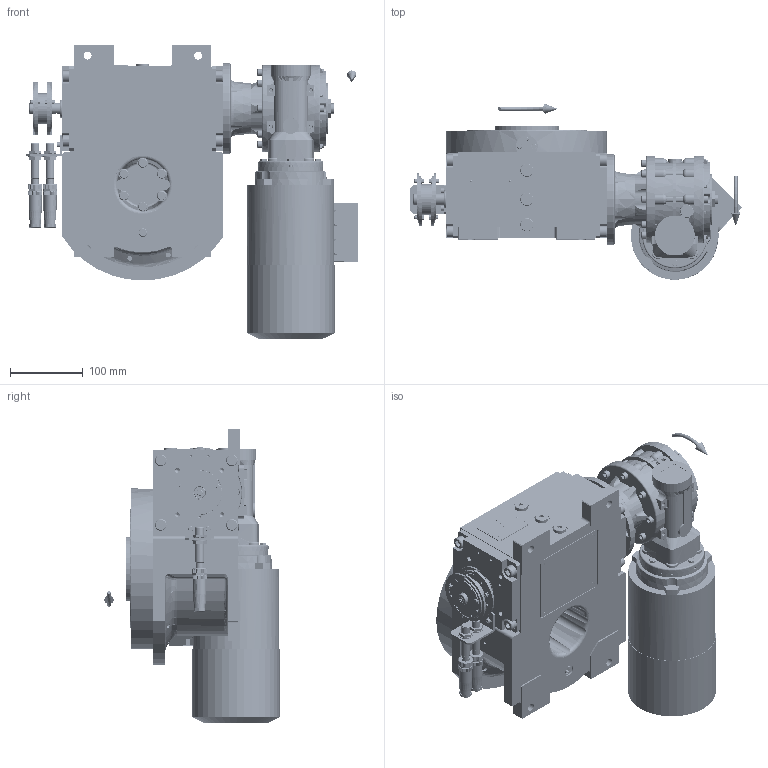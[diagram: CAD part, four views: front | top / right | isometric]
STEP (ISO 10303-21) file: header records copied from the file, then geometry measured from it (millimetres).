
FILE_DESCRIPTION (( 'STEP AP203' ), '1' );
FILE_NAME ('PC5201747.step', '2025-12-18T09:47:51', ( '' ), ( '' ), 'SwSTEP 2.0', 'SolidWorks 2020', '' );
FILE_SCHEMA (( 'CONFIG_CONTROL_DESIGN' ));
Length unit declared in the file: millimetre
Products named in the file (90): cfn2000_01_184; olio_agip_blasia_150; AS_rig06_016; cfn2476_01_002_60x46; cfn2151_01_109; cfn2000_01_103; 900_38_30_003; cfn2107_01_001; cfn2115_02_194; cfn2000_01_124; rig06_002_bl_001; rig06_016; cfn2400_04_024; cfn2077_01_018; cfn2115_01_005; cfn2003_01_054; AS_rig06_071_6_m; cfn2000_01_126; cfn2128_04_004; CFN2104_02_017^RIG06_005_ASM_rig06_071_06_m_asm(2)_rig06_071_06_m_asm.stp; freccia_angolare_albero; cfn2401_02_005; RMI50_F1_LCB_SX_63B14; CFN2000_01_185^RIG06_005_ASM_rig06_071_06_m_asm(2)_rig06_071_06_m_asm.stp; rig06_005_n_01; rig06_001_a; cfn2073_01_012; cfn2115_02_165; AS_rig06_015; rig06_007_master; AS_900_00_00_005; freccia_angolare; RIG06_005_ASM^rig06_071_06_m_asm(2)_rig06_071_06_m_asm.stp; CFN2203_02_001^rig06_071_06_m_asm(2)_rig06_071_06_m_asm.stp; cfn2155_01_056; cfn2276_01_074; CFN2010_01_012^rig06_071_06_m_asm(2)_rig06_071_06_m_asm.stp; AS_cfn2400_04_024; AS_rig06_004; cfn2000_01_161 ...
Assembly tree (87 placements, depth 5):
  olio_agip_blasia_150
  cfn2151_01_109
  cfn2077_01_018
  cfn2115_02_165
  rig06_007_master
Bounding box: 457.63 x 241.99 x 405.99 mm (x, y, z)
Volume: 6139994.4 mm3; surface area: 1134581.3 mm2
Topology: 75 solids, 75 shells, 6087 faces, 15554 edges, 9874 vertices
Faces by surface type: plane 2747, cylinder 2103, cone 1020, torus 191, bspline 20, sphere 6
Entity records: 173153 total; most frequent: CARTESIAN_POINT 45241, DIRECTION 24837, ORIENTED_EDGE 24700, EDGE_CURVE 12350, AXIS2_PLACEMENT_3D 9137, VERTEX_POINT 7928, LINE 6563, VECTOR 6563
